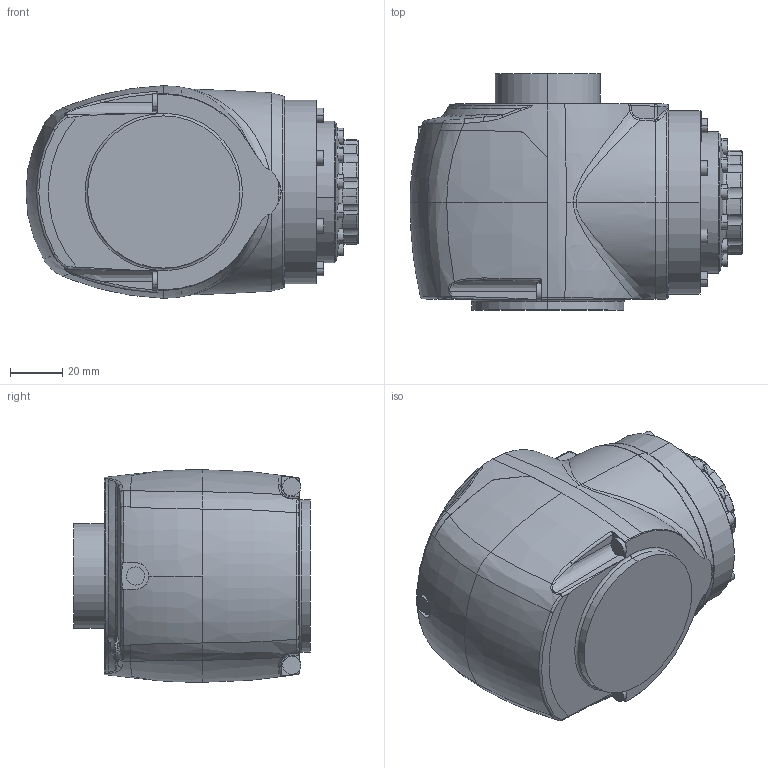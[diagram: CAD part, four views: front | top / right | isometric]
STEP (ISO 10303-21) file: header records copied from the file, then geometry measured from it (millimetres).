
FILE_DESCRIPTION (( 'STEP AP203' ), '1' );
FILE_NAME ('LINK-5_Default_sldprt.STEP', '2022-12-06T19:19:48', ( '' ), ( '' ), 'SwSTEP 2.0', 'SolidWorks 2022', '' );
FILE_SCHEMA (( 'CONFIG_CONTROL_DESIGN' ));
Length unit declared in the file: metre
Products named in the file (1): LINK-5_Default_sldprt
Bounding box: 126.5 x 90 x 81 mm (x, y, z)
Volume: 578250.5 mm3; surface area: 49878.2 mm2
Topology: 2 solids, 2 shells, 511 faces, 1274 edges, 792 vertices
Faces by surface type: cylinder 151, plane 139, bspline 112, torus 54, cone 51, sphere 4
Entity records: 19619 total; most frequent: CARTESIAN_POINT 8305, ORIENTED_EDGE 2504, DIRECTION 2128, EDGE_CURVE 1252, AXIS2_PLACEMENT_3D 872, VERTEX_POINT 792, EDGE_LOOP 560, FACE_OUTER_BOUND 511
